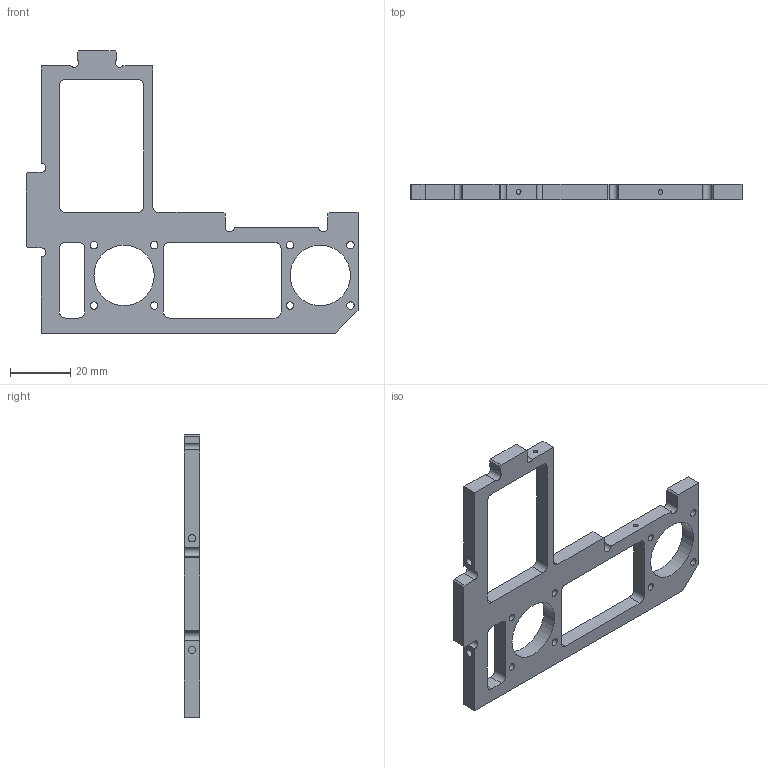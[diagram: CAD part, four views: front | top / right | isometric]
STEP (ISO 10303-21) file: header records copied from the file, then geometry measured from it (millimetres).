
FILE_DESCRIPTION(/* description */ (''),/* implementation_level */ '2;1');
FILE_NAME(/* name */ 'TorsoElectronicBoxSideFrame.stp',/* time_stamp */ '2024-06-05T14:58:06+09:00',/* author */ ('MasatoKubotera'),/* organization */ (''),/* preprocessor_version */ 'ST-DEVELOPER v20',/* originating_system */ 'Autodesk Inventor 2024',/* authorisation */ '');
FILE_SCHEMA (('AUTOMOTIVE_DESIGN { 1 0 10303 214 3 1 1 }'));
Length unit declared in the file: millimetre
Products named in the file (1): TorsoElectronicBoxSideFrame
Bounding box: 110 x 5 x 93.5 mm (x, y, z)
Volume: 14393.3 mm3; surface area: 10570.6 mm2
Topology: 1 solids, 1 shells, 72 faces, 213 edges, 142 vertices
Faces by surface type: plane 39, cylinder 33
Full cylindrical faces by diameter (mm): 1.567 x2, 2.459 x10, 20 x2
Entity records: 2558 total; most frequent: CARTESIAN_POINT 453, ORIENTED_EDGE 426, DIRECTION 425, EDGE_CURVE 213, LINE 145, VECTOR 145, VERTEX_POINT 142, AXIS2_PLACEMENT_3D 140
